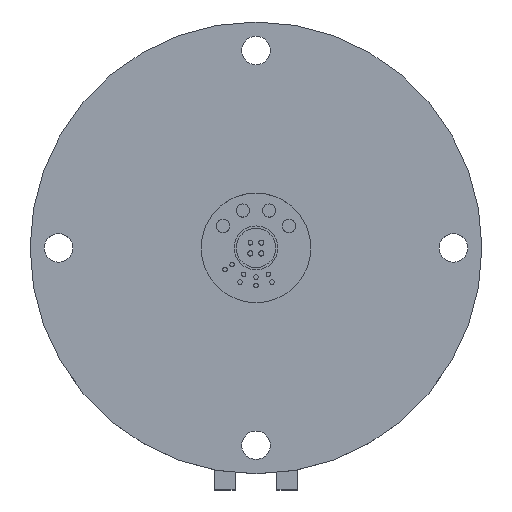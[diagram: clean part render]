
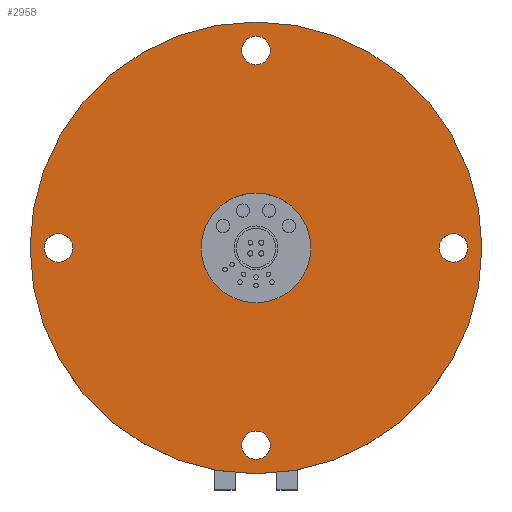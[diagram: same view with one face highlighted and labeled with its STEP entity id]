
A CAD part, top view. The second image highlights one B-rep face of the part: STEP entity #2958.
In plain terms, the highlighted planar face has unit normal (0, 0, 1).
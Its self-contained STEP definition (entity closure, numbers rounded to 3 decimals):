
#68 = AXIS2_PLACEMENT_3D ( 'NONE', #3856, #3504, #3176 ) ;
#74 = CIRCLE ( 'NONE', #2048, 3.25 ) ;
#97 = CIRCLE ( 'NONE', #3114, 3.25 ) ;
#99 = DIRECTION ( 'NONE',  ( 1., 0., 0. ) ) ;
#110 = CIRCLE ( 'NONE', #4124, 51.5 ) ;
#116 = VERTEX_POINT ( 'NONE', #3069 ) ;
#176 = ORIENTED_EDGE ( 'NONE', *, *, #3465, .F. ) ;
#192 = CARTESIAN_POINT ( 'NONE',  ( 45., 0., 33.939 ) ) ;
#197 = DIRECTION ( 'NONE',  ( 0., 0., 1. ) ) ;
#222 = FACE_BOUND ( 'NONE', #1927, .T. ) ;
#223 = AXIS2_PLACEMENT_3D ( 'NONE', #3606, #197, #1279 ) ;
#299 = DIRECTION ( 'NONE',  ( 1., 0., 0. ) ) ;
#328 = DIRECTION ( 'NONE',  ( 0., 0., 1. ) ) ;
#342 = DIRECTION ( 'NONE',  ( 1., 0., 0. ) ) ;
#435 = EDGE_LOOP ( 'NONE', ( #1201, #3073 ) ) ;
#605 = CARTESIAN_POINT ( 'NONE',  ( 45., 0., 33.939 ) ) ;
#634 = VERTEX_POINT ( 'NONE', #2144 ) ;
#652 = CARTESIAN_POINT ( 'NONE',  ( 0., 0., 33.939 ) ) ;
#684 = ORIENTED_EDGE ( 'NONE', *, *, #4335, .T. ) ;
#708 = CARTESIAN_POINT ( 'NONE',  ( -3.25, -45., 33.939 ) ) ;
#850 = ORIENTED_EDGE ( 'NONE', *, *, #2549, .F. ) ;
#874 = EDGE_CURVE ( 'NONE', #4332, #4218, #1952, .T. ) ;
#876 = AXIS2_PLACEMENT_3D ( 'NONE', #1658, #904, #2000 ) ;
#879 = CARTESIAN_POINT ( 'NONE',  ( -51.5, 0., 33.939 ) ) ;
#904 = DIRECTION ( 'NONE',  ( 0., 0., 1. ) ) ;
#961 = PLANE ( 'NONE',  #4069 ) ;
#1019 = CARTESIAN_POINT ( 'NONE',  ( 0., 45., 33.939 ) ) ;
#1039 = VERTEX_POINT ( 'NONE', #3444 ) ;
#1043 = CARTESIAN_POINT ( 'NONE',  ( -41.75, 0., 33.939 ) ) ;
#1051 = DIRECTION ( 'NONE',  ( 1., 0., 0. ) ) ;
#1069 = VERTEX_POINT ( 'NONE', #1043 ) ;
#1108 = CARTESIAN_POINT ( 'NONE',  ( 0., 0., 33.939 ) ) ;
#1175 = ORIENTED_EDGE ( 'NONE', *, *, #3207, .T. ) ;
#1201 = ORIENTED_EDGE ( 'NONE', *, *, #4323, .F. ) ;
#1279 = DIRECTION ( 'NONE',  ( 1., 0., 0. ) ) ;
#1413 = DIRECTION ( 'NONE',  ( 1., 0., 0. ) ) ;
#1431 = CARTESIAN_POINT ( 'NONE',  ( 51.5, 0., 33.939 ) ) ;
#1475 = CARTESIAN_POINT ( 'NONE',  ( 48.25, 0., 33.939 ) ) ;
#1576 = EDGE_LOOP ( 'NONE', ( #3732, #176 ) ) ;
#1611 = ORIENTED_EDGE ( 'NONE', *, *, #2972, .F. ) ;
#1620 = FACE_BOUND ( 'NONE', #3674, .T. ) ;
#1630 = CIRCLE ( 'NONE', #2271, 3.25 ) ;
#1658 = CARTESIAN_POINT ( 'NONE',  ( 0., -45., 33.939 ) ) ;
#1708 = FACE_BOUND ( 'NONE', #1576, .T. ) ;
#1719 = DIRECTION ( 'NONE',  ( 0., 0., 1. ) ) ;
#1729 = FACE_BOUND ( 'NONE', #435, .T. ) ;
#1734 = FACE_BOUND ( 'NONE', #2312, .T. ) ;
#1811 = EDGE_CURVE ( 'NONE', #4218, #4332, #4185, .T. ) ;
#1927 = EDGE_LOOP ( 'NONE', ( #3255, #850 ) ) ;
#1952 = CIRCLE ( 'NONE', #2378, 3.25 ) ;
#2000 = DIRECTION ( 'NONE',  ( 1., 0., 0. ) ) ;
#2048 = AXIS2_PLACEMENT_3D ( 'NONE', #4093, #328, #1413 ) ;
#2115 = DIRECTION ( 'NONE',  ( 0., 0., 1. ) ) ;
#2144 = CARTESIAN_POINT ( 'NONE',  ( 3.25, 45., 33.939 ) ) ;
#2147 = DIRECTION ( 'NONE',  ( 1., 0., 0. ) ) ;
#2224 = VERTEX_POINT ( 'NONE', #1431 ) ;
#2271 = AXIS2_PLACEMENT_3D ( 'NONE', #1019, #4327, #3987 ) ;
#2281 = ORIENTED_EDGE ( 'NONE', *, *, #4219, .F. ) ;
#2303 = CARTESIAN_POINT ( 'NONE',  ( -45., 0., 33.939 ) ) ;
#2312 = EDGE_LOOP ( 'NONE', ( #1611, #2281 ) ) ;
#2329 = AXIS2_PLACEMENT_3D ( 'NONE', #3688, #2424, #299 ) ;
#2333 = VERTEX_POINT ( 'NONE', #879 ) ;
#2378 = AXIS2_PLACEMENT_3D ( 'NONE', #192, #3334, #2991 ) ;
#2424 = DIRECTION ( 'NONE',  ( 0., 0., 1. ) ) ;
#2488 = EDGE_CURVE ( 'NONE', #3844, #1069, #74, .T. ) ;
#2546 = VERTEX_POINT ( 'NONE', #708 ) ;
#2549 = EDGE_CURVE ( 'NONE', #116, #3302, #2917, .T. ) ;
#2557 = EDGE_CURVE ( 'NONE', #3930, #2546, #4373, .T. ) ;
#2662 = DIRECTION ( 'NONE',  ( 0., 0., 1. ) ) ;
#2672 = DIRECTION ( 'NONE',  ( 1., 0., 0. ) ) ;
#2767 = ORIENTED_EDGE ( 'NONE', *, *, #874, .F. ) ;
#2796 = AXIS2_PLACEMENT_3D ( 'NONE', #605, #2662, #4288 ) ;
#2879 = CIRCLE ( 'NONE', #3166, 3.25 ) ;
#2917 = CIRCLE ( 'NONE', #3675, 12.5 ) ;
#2958 = ADVANCED_FACE ( 'NONE', ( #222, #1734, #1620, #1708, #1729, #3072 ), #961, .T. ) ;
#2964 = CIRCLE ( 'NONE', #2329, 12.5 ) ;
#2972 = EDGE_CURVE ( 'NONE', #634, #1039, #1630, .T. ) ;
#2991 = DIRECTION ( 'NONE',  ( 1., 0., 0. ) ) ;
#3069 = CARTESIAN_POINT ( 'NONE',  ( -12.5, 0., 33.939 ) ) ;
#3072 = FACE_OUTER_BOUND ( 'NONE', #4000, .T. ) ;
#3073 = ORIENTED_EDGE ( 'NONE', *, *, #2488, .F. ) ;
#3100 = CARTESIAN_POINT ( 'NONE',  ( 0., 45., 33.939 ) ) ;
#3113 = CARTESIAN_POINT ( 'NONE',  ( 0., 0., 33.939 ) ) ;
#3114 = AXIS2_PLACEMENT_3D ( 'NONE', #2303, #1719, #342 ) ;
#3119 = CARTESIAN_POINT ( 'NONE',  ( -48.25, 0., 33.939 ) ) ;
#3166 = AXIS2_PLACEMENT_3D ( 'NONE', #3100, #2115, #2147 ) ;
#3176 = DIRECTION ( 'NONE',  ( 1., 0., 0. ) ) ;
#3207 = EDGE_CURVE ( 'NONE', #2224, #2333, #4028, .T. ) ;
#3255 = ORIENTED_EDGE ( 'NONE', *, *, #4130, .F. ) ;
#3293 = CARTESIAN_POINT ( 'NONE',  ( 12.5, 0., 33.939 ) ) ;
#3302 = VERTEX_POINT ( 'NONE', #3293 ) ;
#3304 = DIRECTION ( 'NONE',  ( 0., 0., 1. ) ) ;
#3334 = DIRECTION ( 'NONE',  ( 0., 0., 1. ) ) ;
#3444 = CARTESIAN_POINT ( 'NONE',  ( -3.25, 45., 33.939 ) ) ;
#3448 = DIRECTION ( 'NONE',  ( 0., 0., 1. ) ) ;
#3465 = EDGE_CURVE ( 'NONE', #2546, #3930, #4009, .T. ) ;
#3504 = DIRECTION ( 'NONE',  ( 0., 0., 1. ) ) ;
#3606 = CARTESIAN_POINT ( 'NONE',  ( 0., -45., 33.939 ) ) ;
#3674 = EDGE_LOOP ( 'NONE', ( #4279, #2767 ) ) ;
#3675 = AXIS2_PLACEMENT_3D ( 'NONE', #652, #4181, #99 ) ;
#3688 = CARTESIAN_POINT ( 'NONE',  ( 0., 0., 33.939 ) ) ;
#3732 = ORIENTED_EDGE ( 'NONE', *, *, #2557, .F. ) ;
#3844 = VERTEX_POINT ( 'NONE', #3119 ) ;
#3856 = CARTESIAN_POINT ( 'NONE',  ( 0., 0., 33.939 ) ) ;
#3930 = VERTEX_POINT ( 'NONE', #3974 ) ;
#3974 = CARTESIAN_POINT ( 'NONE',  ( 3.25, -45., 33.939 ) ) ;
#3987 = DIRECTION ( 'NONE',  ( 1., 0., 0. ) ) ;
#4000 = EDGE_LOOP ( 'NONE', ( #1175, #684 ) ) ;
#4009 = CIRCLE ( 'NONE', #876, 3.25 ) ;
#4028 = CIRCLE ( 'NONE', #68, 51.5 ) ;
#4069 = AXIS2_PLACEMENT_3D ( 'NONE', #1108, #3304, #2672 ) ;
#4093 = CARTESIAN_POINT ( 'NONE',  ( -45., 0., 33.939 ) ) ;
#4124 = AXIS2_PLACEMENT_3D ( 'NONE', #3113, #3448, #1051 ) ;
#4130 = EDGE_CURVE ( 'NONE', #3302, #116, #2964, .T. ) ;
#4181 = DIRECTION ( 'NONE',  ( 0., 0., 1. ) ) ;
#4185 = CIRCLE ( 'NONE', #2796, 3.25 ) ;
#4218 = VERTEX_POINT ( 'NONE', #1475 ) ;
#4219 = EDGE_CURVE ( 'NONE', #1039, #634, #2879, .T. ) ;
#4279 = ORIENTED_EDGE ( 'NONE', *, *, #1811, .F. ) ;
#4288 = DIRECTION ( 'NONE',  ( 1., 0., 0. ) ) ;
#4323 = EDGE_CURVE ( 'NONE', #1069, #3844, #97, .T. ) ;
#4327 = DIRECTION ( 'NONE',  ( 0., 0., 1. ) ) ;
#4332 = VERTEX_POINT ( 'NONE', #4379 ) ;
#4335 = EDGE_CURVE ( 'NONE', #2333, #2224, #110, .T. ) ;
#4373 = CIRCLE ( 'NONE', #223, 3.25 ) ;
#4379 = CARTESIAN_POINT ( 'NONE',  ( 41.75, 0., 33.939 ) ) ;
